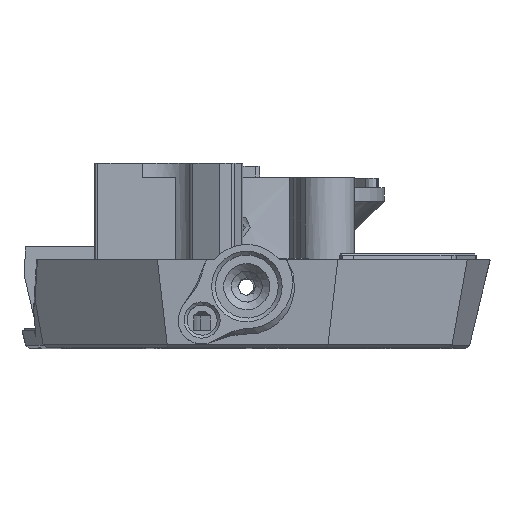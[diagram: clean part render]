
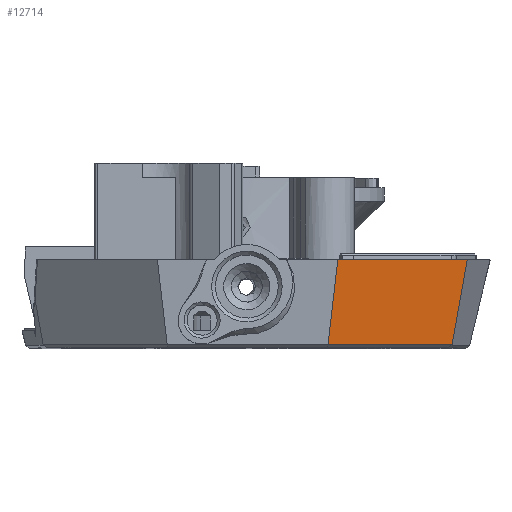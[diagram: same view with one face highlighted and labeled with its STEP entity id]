
A CAD part, top view. The second image highlights one B-rep face of the part: STEP entity #12714.
In plain terms, the highlighted planar face has unit normal (0.622, -0.139, 0.771).
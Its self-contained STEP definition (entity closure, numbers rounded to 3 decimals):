
#1687=FACE_OUTER_BOUND('',#2416,.T.);
#2416=EDGE_LOOP('',(#11181,#11182,#11183,#11184,#11185));
#2552=LINE('',#18068,#3708);
#2681=LINE('',#19066,#3837);
#3545=LINE('',#24238,#4701);
#3550=LINE('',#24245,#4706);
#3558=LINE('',#24261,#4714);
#3708=VECTOR('',#14126,10.);
#3837=VECTOR('',#14493,10.);
#4701=VECTOR('',#17091,10.);
#4706=VECTOR('',#17098,10.);
#4714=VECTOR('',#17114,10.);
#4886=VERTEX_POINT('',#18065);
#4887=VERTEX_POINT('',#18067);
#5060=VERTEX_POINT('',#19065);
#5982=VERTEX_POINT('',#24236);
#5983=VERTEX_POINT('',#24237);
#6125=EDGE_CURVE('',#4886,#4887,#2552,.T.);
#6351=EDGE_CURVE('',#4887,#5060,#2681,.T.);
#7771=EDGE_CURVE('',#5982,#5983,#3545,.T.);
#7776=EDGE_CURVE('',#5983,#4886,#3550,.T.);
#7784=EDGE_CURVE('',#5060,#5982,#3558,.T.);
#11181=ORIENTED_EDGE('',*,*,#6125,.F.);
#11182=ORIENTED_EDGE('',*,*,#7776,.F.);
#11183=ORIENTED_EDGE('',*,*,#7771,.F.);
#11184=ORIENTED_EDGE('',*,*,#7784,.F.);
#11185=ORIENTED_EDGE('',*,*,#6351,.F.);
#12094=PLANE('',#13872);
#12714=ADVANCED_FACE('',(#1687),#12094,.F.);
#13872=AXIS2_PLACEMENT_3D('',#24260,#17112,#17113);
#14126=DIRECTION('',(0.114,0.99,0.087));
#14493=DIRECTION('',(0.778,0.,-0.628));
#17091=DIRECTION('',(-0.778,0.,0.628));
#17098=DIRECTION('',(-0.606,0.537,0.586));
#17112=DIRECTION('center_axis',(-0.622,0.139,-0.771));
#17113=DIRECTION('ref_axis',(-0.778,0.,0.628));
#17114=DIRECTION('',(-0.176,-0.984,-0.035));
#18065=CARTESIAN_POINT('',(10.865,-7.802,67.044));
#18067=CARTESIAN_POINT('',(12.181,3.6,68.041));
#18068=CARTESIAN_POINT('',(12.131,3.174,68.004));
#19065=CARTESIAN_POINT('',(29.515,3.6,54.053));
#19066=CARTESIAN_POINT('',(21.963,3.6,60.147));
#24236=CARTESIAN_POINT('',(27.471,-7.804,53.644));
#24237=CARTESIAN_POINT('',(10.868,-7.804,67.041));
#24238=CARTESIAN_POINT('',(19.123,-7.804,60.379));
#24245=CARTESIAN_POINT('',(9.793,-6.852,68.08));
#24260=CARTESIAN_POINT('Origin',(22.252,6.95,60.519));
#24261=CARTESIAN_POINT('',(29.164,1.641,53.983));
